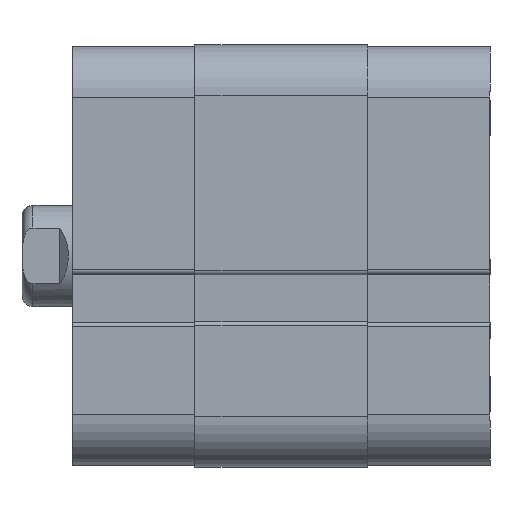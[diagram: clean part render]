
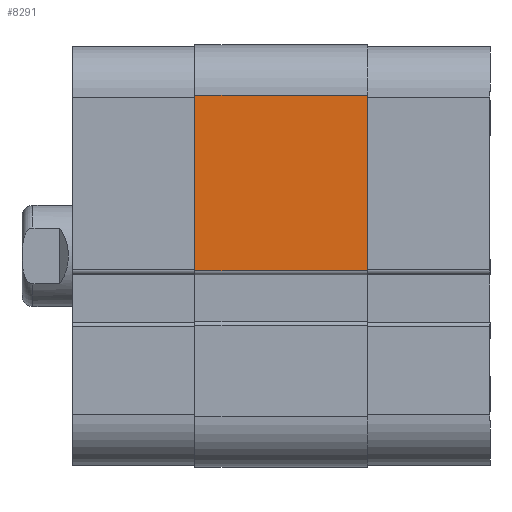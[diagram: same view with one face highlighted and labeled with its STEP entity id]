
A CAD part, left-side view. The second image highlights one B-rep face of the part: STEP entity #8291.
In plain terms, the highlighted planar face has unit normal (-1, 0, 0).
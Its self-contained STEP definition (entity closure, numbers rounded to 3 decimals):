
#6068=CARTESIAN_POINT('',(-25.05,-10.25,19.05));
#6069=VERTEX_POINT('',#6068);
#6077=CARTESIAN_POINT('',(-25.05,-10.25,-1.75));
#6078=VERTEX_POINT('',#6077);
#6079=CARTESIAN_POINT('',(-25.05,-10.25,-1.75));
#6080=DIRECTION('',(0.0,0.0,1.0));
#6081=VECTOR('',#6080,20.8);
#6082=LINE('',#6079,#6081);
#6083=EDGE_CURVE('',#6078,#6069,#6082,.T.);
#7854=CARTESIAN_POINT('',(-25.05,10.25,-1.75));
#7855=VERTEX_POINT('',#7854);
#7863=CARTESIAN_POINT('',(-25.05,10.25,19.05));
#7864=VERTEX_POINT('',#7863);
#7865=CARTESIAN_POINT('',(-25.05,10.25,19.05));
#7866=DIRECTION('',(0.0,0.0,-1.0));
#7867=VECTOR('',#7866,20.8);
#7868=LINE('',#7865,#7867);
#7869=EDGE_CURVE('',#7864,#7855,#7868,.T.);
#8264=CARTESIAN_POINT('',(-25.05,-10.25,19.05));
#8265=DIRECTION('',(0.0,1.0,0.0));
#8266=VECTOR('',#8265,20.5);
#8267=LINE('',#8264,#8266);
#8268=EDGE_CURVE('',#6069,#7864,#8267,.T.);
#8275=CARTESIAN_POINT('',(-25.05,0.0,19.05));
#8276=DIRECTION('',(-1.0,0.0,0.0));
#8277=DIRECTION('',(0.0,0.0,1.0));
#8278=AXIS2_PLACEMENT_3D('',#8275,#8276,#8277);
#8279=PLANE('',#8278);
#8280=ORIENTED_EDGE('',*,*,#7869,.T.);
#8281=CARTESIAN_POINT('',(-25.05,-10.25,-1.75));
#8282=DIRECTION('',(0.0,1.0,0.0));
#8283=VECTOR('',#8282,20.5);
#8284=LINE('',#8281,#8283);
#8285=EDGE_CURVE('',#6078,#7855,#8284,.T.);
#8286=ORIENTED_EDGE('',*,*,#8285,.F.);
#8287=ORIENTED_EDGE('',*,*,#6083,.T.);
#8288=ORIENTED_EDGE('',*,*,#8268,.T.);
#8289=EDGE_LOOP('',(#8280,#8286,#8287,#8288));
#8290=FACE_OUTER_BOUND('',#8289,.T.);
#8291=ADVANCED_FACE('',(#8290),#8279,.T.);
